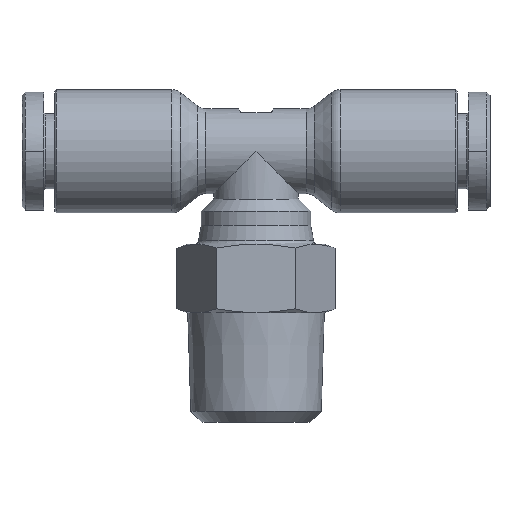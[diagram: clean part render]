
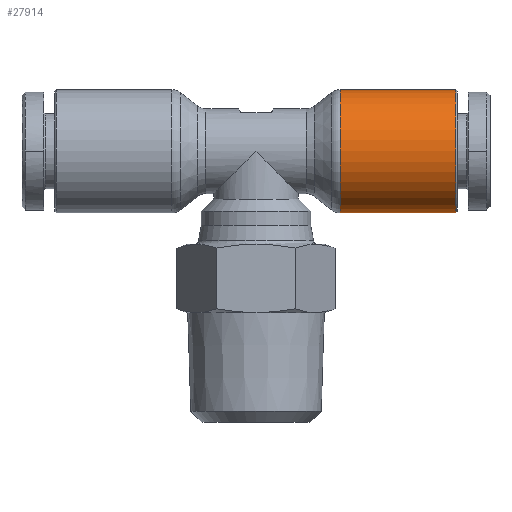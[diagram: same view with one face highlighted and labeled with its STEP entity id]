
A CAD part, top view. The second image highlights one B-rep face of the part: STEP entity #27914.
In plain terms, the highlighted cylindrical face has radius 4.5 mm (diameter 9 mm), a partial arc.
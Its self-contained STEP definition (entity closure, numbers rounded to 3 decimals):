
#517=CARTESIAN_POINT('',(-9.5,0.,4.5));
#518=VERTEX_POINT('',#517);
#519=CARTESIAN_POINT('',(-1.043,0.,4.5));
#520=VERTEX_POINT('',#519);
#521=CARTESIAN_POINT('',(-9.5,0.,4.5));
#522=DIRECTION('',(1.0,0.0,0.0));
#523=VECTOR('',#522,8.457);
#524=LINE('',#521,#523);
#525=EDGE_CURVE('',#518,#520,#524,.T.);
#527=CARTESIAN_POINT('',(-9.5,0.,-4.5));
#528=VERTEX_POINT('',#527);
#536=CARTESIAN_POINT('',(-1.043,0.,-4.5));
#537=VERTEX_POINT('',#536);
#538=CARTESIAN_POINT('',(-1.043,0.,-4.5));
#539=DIRECTION('',(-1.0,0.0,0.0));
#540=VECTOR('',#539,8.457);
#541=LINE('',#538,#540);
#542=EDGE_CURVE('',#537,#528,#541,.T.);
#598=CARTESIAN_POINT('',(-1.043,0.,0.0));
#599=DIRECTION('',(1.0,0.0,0.0));
#600=DIRECTION('',(0.0,0.0,-1.0));
#601=AXIS2_PLACEMENT_3D('',#598,#599,#600);
#602=CIRCLE('',#601,4.5);
#603=EDGE_CURVE('',#537,#520,#602,.T.);
#3771=CARTESIAN_POINT('',(-9.5,0.,0.));
#3772=DIRECTION('',(-1.0,0.0,0.0));
#3773=DIRECTION('',(0.0,0.0,-1.0));
#3774=AXIS2_PLACEMENT_3D('',#3771,#3772,#3773);
#3775=CIRCLE('',#3774,4.5);
#3776=EDGE_CURVE('',#518,#528,#3775,.T.);
#27903=CARTESIAN_POINT('',(-4.55,0.,0.0));
#27904=DIRECTION('',(1.0,0.0,0.0));
#27905=DIRECTION('',(0.0,0.0,1.0));
#27906=AXIS2_PLACEMENT_3D('',#27903,#27904,#27905);
#27907=CYLINDRICAL_SURFACE('',#27906,4.5);
#27908=ORIENTED_EDGE('',*,*,#525,.T.);
#27909=ORIENTED_EDGE('',*,*,#603,.F.);
#27910=ORIENTED_EDGE('',*,*,#542,.T.);
#27911=ORIENTED_EDGE('',*,*,#3776,.F.);
#27912=EDGE_LOOP('',(#27908,#27909,#27910,#27911));
#27913=FACE_OUTER_BOUND('',#27912,.T.);
#27914=ADVANCED_FACE('',(#27913),#27907,.T.);
